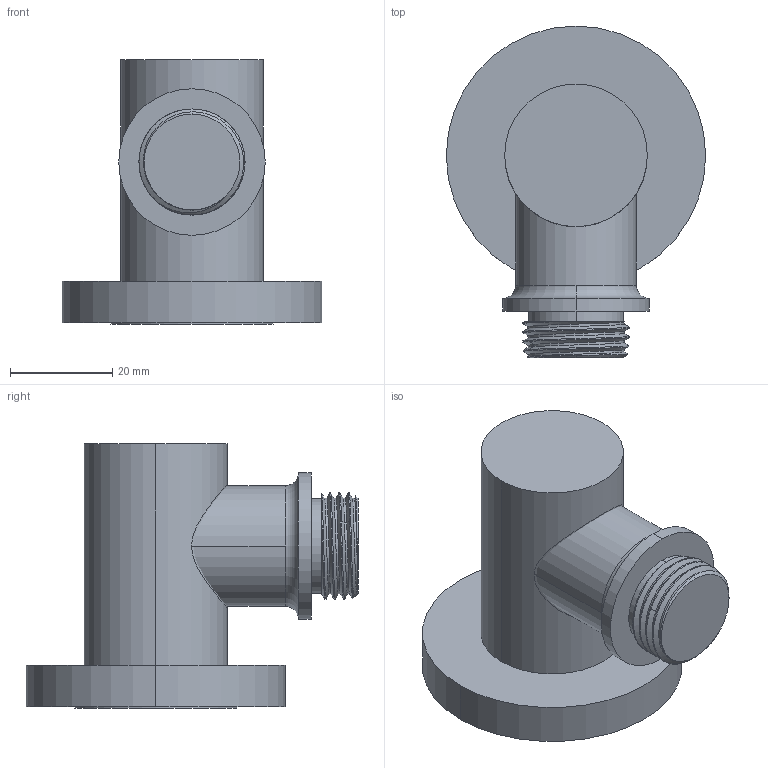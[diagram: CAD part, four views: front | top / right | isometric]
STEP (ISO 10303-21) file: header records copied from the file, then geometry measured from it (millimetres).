
FILE_DESCRIPTION((''),'2;1');
FILE_NAME('285-2_WEB','2010-11-18T',('project'),(''),'PRO/ENGINEER BY PARAMETRIC TECHNOLOGY CORPORATION, 2009300','PRO/ENGINEER BY PARAMETRIC TECHNOLOGY CORPORATION, 2009300','');
FILE_SCHEMA(('CONFIG_CONTROL_DESIGN'));
Length unit declared in the file: inch
Products named in the file (1): 285-2_WEB
Bounding box: 50.8 x 65.02 x 51.77 mm (x, y, z)
Surface area: 14920.7 mm2 (no closed solid volume)
Topology: 0 solids, 7 shells, 37 faces, 86 edges, 56 vertices
Faces by surface type: cylinder 20, plane 7, bspline 6, cone 2, torus 2
Entity records: 2385 total; most frequent: CARTESIAN_POINT 1552, DIRECTION 158, ORIENTED_EDGE 158, EDGE_CURVE 86, AXIS2_PLACEMENT_3D 67, VERTEX_POINT 56, EDGE_LOOP 37, FACE_OUTER_BOUND 37
